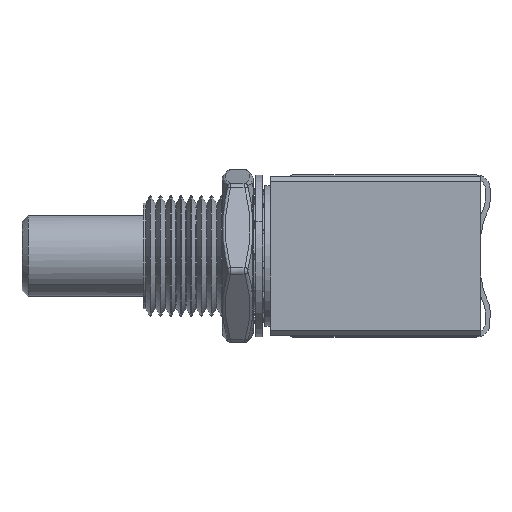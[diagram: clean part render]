
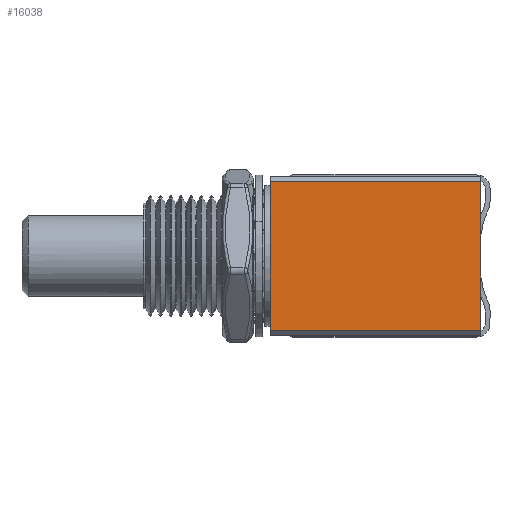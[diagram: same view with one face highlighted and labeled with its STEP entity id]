
A CAD part, top view. The second image highlights one B-rep face of the part: STEP entity #16038.
In plain terms, the highlighted planar face has unit normal (0, 0, 1).
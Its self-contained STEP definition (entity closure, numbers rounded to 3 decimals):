
#15482=CARTESIAN_POINT('',(-8.837,-5.842,13.233));
#15483=VERTEX_POINT('',#15482);
#15490=CARTESIAN_POINT('',(-8.837,5.842,13.233));
#15491=VERTEX_POINT('',#15490);
#15492=CARTESIAN_POINT('',(-8.837,5.842,13.233));
#15493=DIRECTION('',(0.0,-1.0,0.0));
#15494=VECTOR('',#15493,11.684);
#15495=LINE('',#15492,#15494);
#15496=EDGE_CURVE('',#15491,#15483,#15495,.T.);
#15870=CARTESIAN_POINT('',(7.673,5.842,13.233));
#15871=VERTEX_POINT('',#15870);
#15878=CARTESIAN_POINT('',(7.673,-5.842,13.233));
#15879=VERTEX_POINT('',#15878);
#15880=CARTESIAN_POINT('',(7.673,-5.842,13.233));
#15881=DIRECTION('',(0.0,1.0,0.0));
#15882=VECTOR('',#15881,11.684);
#15883=LINE('',#15880,#15882);
#15884=EDGE_CURVE('',#15879,#15871,#15883,.T.);
#16011=CARTESIAN_POINT('',(-8.837,-5.842,13.233));
#16012=DIRECTION('',(1.0,0.0,0.0));
#16013=VECTOR('',#16012,16.51);
#16014=LINE('',#16011,#16013);
#16015=EDGE_CURVE('',#15483,#15879,#16014,.T.);
#16022=CARTESIAN_POINT('',(-8.837,-5.842,13.233));
#16023=DIRECTION('',(0.0,0.0,1.0));
#16024=DIRECTION('',(0.0,-1.0,0.0));
#16025=AXIS2_PLACEMENT_3D('',#16022,#16023,#16024);
#16026=PLANE('',#16025);
#16027=ORIENTED_EDGE('',*,*,#15884,.T.);
#16028=CARTESIAN_POINT('',(-8.837,5.842,13.233));
#16029=DIRECTION('',(1.0,0.0,0.0));
#16030=VECTOR('',#16029,16.51);
#16031=LINE('',#16028,#16030);
#16032=EDGE_CURVE('',#15491,#15871,#16031,.T.);
#16033=ORIENTED_EDGE('',*,*,#16032,.F.);
#16034=ORIENTED_EDGE('',*,*,#15496,.T.);
#16035=ORIENTED_EDGE('',*,*,#16015,.T.);
#16036=EDGE_LOOP('',(#16027,#16033,#16034,#16035));
#16037=FACE_OUTER_BOUND('',#16036,.T.);
#16038=ADVANCED_FACE('',(#16037),#16026,.T.);
